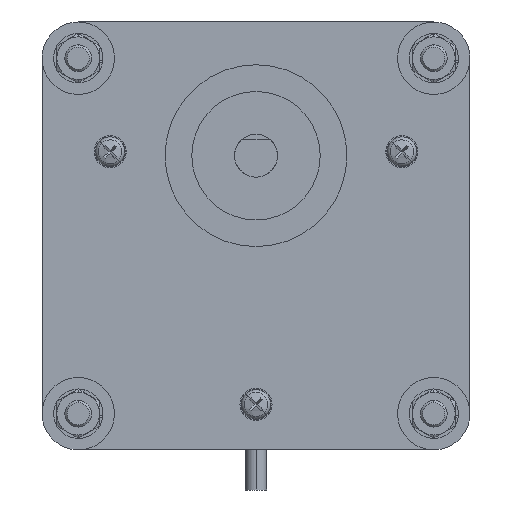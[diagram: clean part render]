
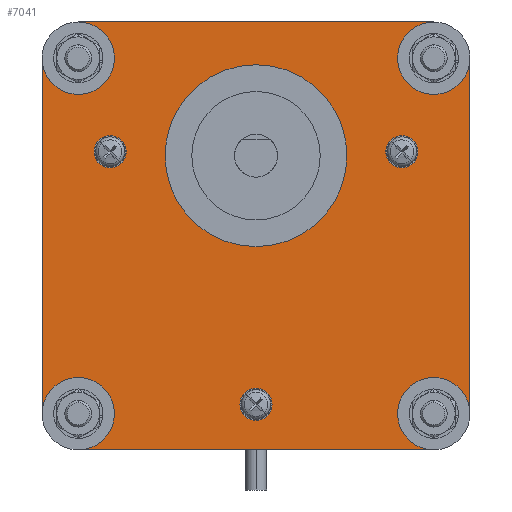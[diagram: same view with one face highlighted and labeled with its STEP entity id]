
A CAD part, left-side view. The second image highlights one B-rep face of the part: STEP entity #7041.
In plain terms, the highlighted planar face has unit normal (-1, 0, 0).
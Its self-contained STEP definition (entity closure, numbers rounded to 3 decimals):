
#5408=CARTESIAN_POINT('POINT326',(1.,0.,
   -43.5));
#5409=VERTEX_POINT('VERTEX326',#5408);
#5416=CARTESIAN_POINT('POINT327',(1.,
   0.,-49.5));
#5417=VERTEX_POINT('VERTEX327',#5416);
#5418=CARTESIAN_POINT('POS376',(1.,0.,
   -46.5));
#5419=DIRECTION('DIR584',(1.,0.,0.));
#5420=DIRECTION('DIR585',(0.,0.,1.));
#5421=AXIS2_PLACEMENT_3D('AXIS209',#5418,#5419,#5420);
#5422=CIRCLE('ELLIPSE94',#5421,3.);
#5423=EDGE_CURVE('EDGE536',#5417,#5409,#5422,.T.);
#5443=EDGE_CURVE('EDGE538',#5409,#5417,#5422,.T.);
#5448=CARTESIAN_POINT('POINT328',(1.,
   -27.28,3.75));
#5449=VERTEX_POINT('VERTEX328',#5448);
#5456=CARTESIAN_POINT('POINT329',(1.,
   -27.28,-2.25));
#5457=VERTEX_POINT('VERTEX329',#5456);
#5458=CARTESIAN_POINT('POS380',(1.,
   -27.28,0.75));
#5459=DIRECTION('DIR590',(1.,0.,0.));
#5460=DIRECTION('DIR591',(0.,0.,1.));
#5461=AXIS2_PLACEMENT_3D('AXIS211',#5458,#5459,#5460);
#5462=CIRCLE('ELLIPSE95',#5461,3.);
#5463=EDGE_CURVE('EDGE540',#5457,#5449,#5462,.T.);
#5483=EDGE_CURVE('EDGE542',#5449,#5457,#5462,.T.);
#5488=CARTESIAN_POINT('POINT330',(1.,
   27.28,3.75));
#5489=VERTEX_POINT('VERTEX330',#5488);
#5496=CARTESIAN_POINT('POINT331',(1.,
   27.28,-2.25));
#5497=VERTEX_POINT('VERTEX331',#5496);
#5498=CARTESIAN_POINT('POS384',(1.,
   27.28,0.75));
#5499=DIRECTION('DIR596',(1.,0.,0.));
#5500=DIRECTION('DIR597',(0.,0.,1.));
#5501=AXIS2_PLACEMENT_3D('AXIS213',#5498,#5499,#5500);
#5502=CIRCLE('ELLIPSE96',#5501,3.);
#5503=EDGE_CURVE('EDGE544',#5497,#5489,#5502,.T.);
#5523=EDGE_CURVE('EDGE546',#5489,#5497,#5502,.T.);
#5528=CARTESIAN_POINT('POINT332',(1.,
   0.,17.));
#5529=VERTEX_POINT('VERTEX332',#5528);
#5537=CARTESIAN_POINT('POINT333',(1.,0.,
   -17.));
#5538=VERTEX_POINT('VERTEX333',#5537);
#5545=CARTESIAN_POINT('POS389',(1.,0.,
   0.));
#5546=DIRECTION('DIR603',(1.,0.,0.));
#5547=DIRECTION('DIR604',(0.,0.,1.));
#5548=AXIS2_PLACEMENT_3D('AXIS215',#5545,#5546,#5547);
#5549=CIRCLE('ELLIPSE97',#5548,17.);
#5550=EDGE_CURVE('EDGE549',#5529,#5538,#5549,.T.);
#5561=EDGE_CURVE('EDGE550',#5538,#5529,#5549,.T.);
#6755=CARTESIAN_POINT('POINT399',(1.,33.234,
   25.));
#6756=VERTEX_POINT('VERTEX399',#6755);
#6764=CARTESIAN_POINT('POINT400',(1.,
   33.234,11.468));
#6765=VERTEX_POINT('VERTEX400',#6764);
#6772=CARTESIAN_POINT('POS479',(1.,
   33.234,18.234));
#6773=DIRECTION('DIR727',(1.,0.,0.));
#6774=DIRECTION('DIR728',(0.,0.,-1.));
#6775=AXIS2_PLACEMENT_3D('AXIS249',#6772,#6773,#6774);
#6776=CIRCLE('ELLIPSE102',#6775,6.766);
#6777=EDGE_CURVE('EDGE657',#6756,#6765,#6776,.T.);
#6826=CARTESIAN_POINT('POINT404',(1.,40.,
   -48.234));
#6827=VERTEX_POINT('VERTEX404',#6826);
#6835=CARTESIAN_POINT('POINT405',(1.,26.468,
   -48.234));
#6836=VERTEX_POINT('VERTEX405',#6835);
#6843=CARTESIAN_POINT('POS485',(1.,33.234,
   -48.234));
#6844=DIRECTION('DIR737',(1.,0.,0.));
#6845=DIRECTION('DIR738',(0.,0.,-1.));
#6846=AXIS2_PLACEMENT_3D('AXIS253',#6843,#6844,#6845);
#6847=CIRCLE('ELLIPSE104',#6846,6.766);
#6848=EDGE_CURVE('EDGE663',#6827,#6836,#6847,.T.);
#6893=CARTESIAN_POINT('POINT408',(1.,-33.234,
   -55.));
#6894=VERTEX_POINT('VERTEX408',#6893);
#6902=CARTESIAN_POINT('POINT409',(1.,-33.234,
   -41.468));
#6903=VERTEX_POINT('VERTEX409',#6902);
#6910=CARTESIAN_POINT('POS491',(1.,-33.234,
   -48.234));
#6911=DIRECTION('DIR747',(1.,0.,0.));
#6912=DIRECTION('DIR748',(0.,0.,-1.));
#6913=AXIS2_PLACEMENT_3D('AXIS257',#6910,#6911,#6912);
#6914=CIRCLE('ELLIPSE106',#6913,6.766);
#6915=EDGE_CURVE('EDGE668',#6894,#6903,#6914,.T.);
#6964=ORIENTED_EDGE('COEDGE1271',*,*,#5561,.T.);
#6965=ORIENTED_EDGE('COEDGE1272',*,*,#5550,.T.);
#6966=EDGE_LOOP('NONE',(#6964,#6965));
#6967=FACE_BOUND('LOOP1',#6966,.T.);
#6968=ORIENTED_EDGE('COEDGE1273',*,*,#5523,.T.);
#6969=ORIENTED_EDGE('COEDGE1274',*,*,#5503,.T.);
#6970=EDGE_LOOP('NONE',(#6968,#6969));
#6971=FACE_BOUND('LOOP1',#6970,.T.);
#6972=ORIENTED_EDGE('COEDGE1275',*,*,#5483,.T.);
#6973=ORIENTED_EDGE('COEDGE1276',*,*,#5463,.T.);
#6974=EDGE_LOOP('NONE',(#6972,#6973));
#6975=FACE_BOUND('LOOP1',#6974,.T.);
#6976=ORIENTED_EDGE('COEDGE1277',*,*,#5443,.T.);
#6977=ORIENTED_EDGE('COEDGE1278',*,*,#5423,.T.);
#6978=EDGE_LOOP('NONE',(#6976,#6977));
#6979=FACE_BOUND('LOOP1',#6978,.T.);
#6980=ORIENTED_EDGE('COEDGE1279',*,*,#6848,.T.);
#6981=CARTESIAN_POINT('POINT413',(1.,33.234,
   -55.));
#6982=VERTEX_POINT('VERTEX413',#6981);
#6983=EDGE_CURVE('EDGE672',#6836,#6982,#6847,.T.);
#6984=ORIENTED_EDGE('COEDGE1280',*,*,#6983,.T.);
#6985=CARTESIAN_POINT('POS495',(1.,33.234,-55.
   ));
#6986=DIRECTION('DIR755',(0.,-1.,0.));
#6987=VECTOR('VEC235',#6986,1.);
#6988=LINE('STRAIGHT235',#6985,#6987);
#6989=EDGE_CURVE('EDGE673',#6982,#6894,#6988,.T.);
#6990=ORIENTED_EDGE('COEDGE1281',*,*,#6989,.T.);
#6991=ORIENTED_EDGE('COEDGE1282',*,*,#6915,.T.);
#6992=CARTESIAN_POINT('POINT414',(1.,-40.,
   -48.234));
#6993=VERTEX_POINT('VERTEX414',#6992);
#6994=EDGE_CURVE('EDGE674',#6903,#6993,#6914,.T.);
#6995=ORIENTED_EDGE('COEDGE1283',*,*,#6994,.T.);
#6996=CARTESIAN_POINT('POINT415',(1.,-40.,
   18.234));
#6997=VERTEX_POINT('VERTEX415',#6996);
#6998=CARTESIAN_POINT('POS496',(1.,-40.,-15.));
#6999=DIRECTION('DIR756',(0.,0.,1.));
#7000=VECTOR('VEC236',#6999,1.);
#7001=LINE('STRAIGHT236',#6998,#7000);
#7002=EDGE_CURVE('EDGE675',#6993,#6997,#7001,.T.);
#7003=ORIENTED_EDGE('COEDGE1284',*,*,#7002,.T.);
#7004=CARTESIAN_POINT('POINT416',(1.,
   -26.468,18.234));
#7005=VERTEX_POINT('VERTEX416',#7004);
#7006=CARTESIAN_POINT('POS497',(1.,
   -33.234,18.234));
#7007=DIRECTION('DIR757',(1.,0.,0.));
#7008=DIRECTION('DIR758',(0.,0.,-1.));
#7009=AXIS2_PLACEMENT_3D('AXIS261',#7006,#7007,#7008);
#7010=CIRCLE('ELLIPSE108',#7009,6.766);
#7011=EDGE_CURVE('EDGE676',#6997,#7005,#7010,.T.);
#7012=ORIENTED_EDGE('COEDGE1285',*,*,#7011,.T.);
#7013=CARTESIAN_POINT('POINT417',(1.,-33.234,
   25.));
#7014=VERTEX_POINT('VERTEX417',#7013);
#7015=EDGE_CURVE('EDGE677',#7005,#7014,#7010,.T.);
#7016=ORIENTED_EDGE('COEDGE1286',*,*,#7015,.T.);
#7017=CARTESIAN_POINT('POS498',(1.,-33.234,25.
   ));
#7018=DIRECTION('DIR759',(0.,1.,0.));
#7019=VECTOR('VEC237',#7018,1.);
#7020=LINE('STRAIGHT237',#7017,#7019);
#7021=EDGE_CURVE('EDGE678',#7014,#6756,#7020,.T.);
#7022=ORIENTED_EDGE('COEDGE1287',*,*,#7021,.T.);
#7023=ORIENTED_EDGE('COEDGE1288',*,*,#6777,.T.);
#7024=CARTESIAN_POINT('POINT418',(1.,40.,
   18.234));
#7025=VERTEX_POINT('VERTEX418',#7024);
#7026=EDGE_CURVE('EDGE679',#6765,#7025,#6776,.T.);
#7027=ORIENTED_EDGE('COEDGE1289',*,*,#7026,.T.);
#7028=CARTESIAN_POINT('POS499',(1.,40.,18.234)
   );
#7029=DIRECTION('DIR760',(0.,0.,-1.));
#7030=VECTOR('VEC238',#7029,1.);
#7031=LINE('STRAIGHT238',#7028,#7030);
#7032=EDGE_CURVE('EDGE680',#7025,#6827,#7031,.T.);
#7033=ORIENTED_EDGE('COEDGE1290',*,*,#7032,.T.);
#7034=EDGE_LOOP('NONE',(#6980,#6984,#6990,#6991,#6995,#7003,#7012,#7016,
   #7022,#7023,#7027,#7033));
#7035=FACE_BOUND('LOOP1',#7034,.T.);
#7036=CARTESIAN_POINT('POS500',(1.,0.,
   -15.));
#7037=DIRECTION('DIR761',(1.,0.,0.));
#7038=DIRECTION('DIR762',(0.,1.,0.));
#7039=AXIS2_PLACEMENT_3D('AXIS262',#7036,#7037,#7038);
#7040=PLANE('PLANE112',#7039);
#7041=ADVANCED_FACE('FACE287',(#6967,#6971,#6975,#6979,#7035),#7040,.F.)
   ;
